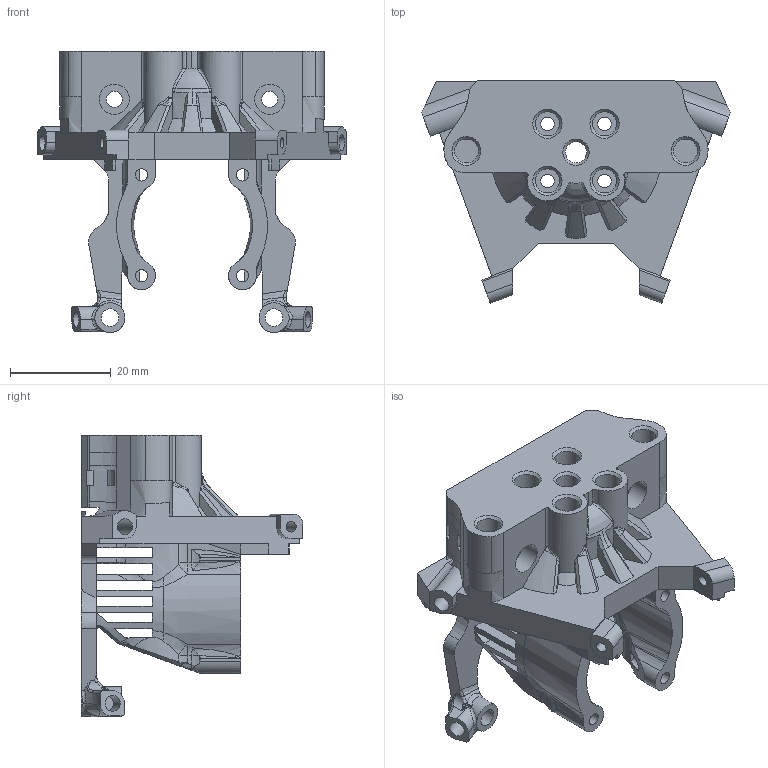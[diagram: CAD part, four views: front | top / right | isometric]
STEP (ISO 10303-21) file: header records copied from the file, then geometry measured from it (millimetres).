
FILE_DESCRIPTION(/* description */ ('STEP AP242','CAx-IF Rec.Pracs.---Representation and Presentation of Product Manufacturing Information (PMI)---4.0---2014-10-13','CAx-IF Rec.Pracs.---3D Tessellated Geometry---0.4---2014-09-14','2;1'),/* implementation_level */ '2;1');
FILE_NAME(/* name */ '6452fb0968b6110f06a1503f',/* time_stamp */ '2023-05-04T00:23:40Z',/* author */ (''),/* organization */ (''),/* preprocessor_version */ 'ST-DEVELOPER v19.4',/* originating_system */ ' ',/* authorisation */ ' ');
FILE_SCHEMA (('AP242_MANAGED_MODEL_BASED_3D_ENGINEERING_MIM_LF { 1 0 10303 442 1 1 4 }'));
Length unit declared in the file: metre
Products named in the file (1): Xol 2 Dragon UHF - VZ-Hextrudort-Low - TAP
Bounding box: 61.18 x 44.01 x 55.72 mm (x, y, z)
Volume: 25493.9 mm3; surface area: 14679.5 mm2
Topology: 1 solids, 1 shells, 634 faces, 1831 edges, 1178 vertices
Faces by surface type: plane 207, bspline 201, cylinder 191, cone 18, torus 17
Full cylindrical faces by diameter (mm): 2.1 x2, 2.45 x4, 2.7 x4, 3.2 x6, 3.5 x2, 4.2 x1, 4.7 x2, 4.8 x4, 6 x2, 20.6 x1
Entity records: 25568 total; most frequent: CARTESIAN_POINT 10710, ORIENTED_EDGE 3554, DIRECTION 2425, EDGE_CURVE 1777, VERTEX_POINT 1162, AXIS2_PLACEMENT_3D 910, EDGE_LOOP 709, FACE_BOUND 709
